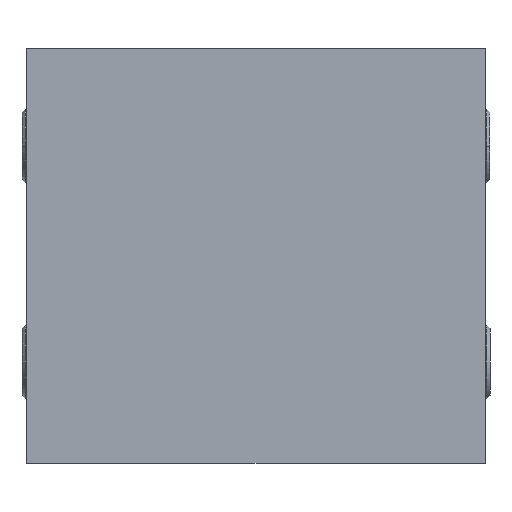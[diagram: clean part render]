
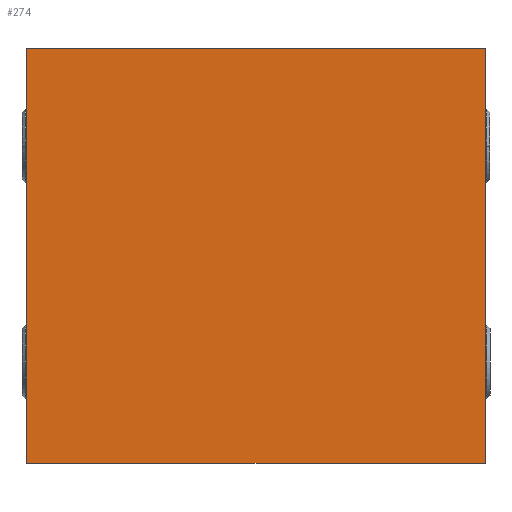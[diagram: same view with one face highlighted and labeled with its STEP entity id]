
A CAD part, left-side view. The second image highlights one B-rep face of the part: STEP entity #274.
In plain terms, the highlighted planar face has unit normal (-1, 0, 0).
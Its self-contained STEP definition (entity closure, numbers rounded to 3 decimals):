
#43 = VECTOR ( 'NONE', #158, 1000. ) ;
#47 = FACE_OUTER_BOUND ( 'NONE', #1784, .T. ) ;
#78 = LINE ( 'NONE', #103, #477 ) ;
#103 = CARTESIAN_POINT ( 'NONE',  ( 0., 18.8, 0. ) ) ;
#157 = CARTESIAN_POINT ( 'NONE',  ( 0., -18.8, 34. ) ) ;
#158 = DIRECTION ( 'NONE',  ( 0., 0., 1. ) ) ;
#165 = EDGE_CURVE ( 'NONE', #695, #828, #916, .T. ) ;
#233 = DIRECTION ( 'NONE',  ( 0., 1., 0. ) ) ;
#274 = ADVANCED_FACE ( 'NONE', ( #47 ), #1068, .T. ) ;
#378 = ORIENTED_EDGE ( 'NONE', *, *, #1191, .F. ) ;
#380 = CARTESIAN_POINT ( 'NONE',  ( 0., -18.8, 34. ) ) ;
#472 = CARTESIAN_POINT ( 'NONE',  ( 0., -18.8, 0. ) ) ;
#477 = VECTOR ( 'NONE', #1865, 1000. ) ;
#522 = CARTESIAN_POINT ( 'NONE',  ( 0., -18.8, 0. ) ) ;
#544 = VERTEX_POINT ( 'NONE', #974 ) ;
#620 = ORIENTED_EDGE ( 'NONE', *, *, #165, .T. ) ;
#661 = VECTOR ( 'NONE', #850, 1000. ) ;
#680 = VECTOR ( 'NONE', #233, 1000. ) ;
#695 = VERTEX_POINT ( 'NONE', #472 ) ;
#757 = CARTESIAN_POINT ( 'NONE',  ( 0., -18.8, 0. ) ) ;
#828 = VERTEX_POINT ( 'NONE', #157 ) ;
#850 = DIRECTION ( 'NONE',  ( 0., 1., 0. ) ) ;
#916 = LINE ( 'NONE', #757, #43 ) ;
#974 = CARTESIAN_POINT ( 'NONE',  ( 0., 18.8, 34. ) ) ;
#1068 = PLANE ( 'NONE',  #1431 ) ;
#1079 = EDGE_CURVE ( 'NONE', #1739, #544, #78, .T. ) ;
#1100 = DIRECTION ( 'NONE',  ( -1., 0., 0. ) ) ;
#1191 = EDGE_CURVE ( 'NONE', #695, #1739, #1566, .T. ) ;
#1225 = DIRECTION ( 'NONE',  ( 0., 0., 1. ) ) ;
#1392 = CARTESIAN_POINT ( 'NONE',  ( 0., 18.8, 0. ) ) ;
#1418 = LINE ( 'NONE', #380, #680 ) ;
#1431 = AXIS2_PLACEMENT_3D ( 'NONE', #1668, #1100, #1225 ) ;
#1456 = ORIENTED_EDGE ( 'NONE', *, *, #1875, .T. ) ;
#1566 = LINE ( 'NONE', #522, #661 ) ;
#1580 = ORIENTED_EDGE ( 'NONE', *, *, #1079, .F. ) ;
#1668 = CARTESIAN_POINT ( 'NONE',  ( 0., -18.8, 0. ) ) ;
#1739 = VERTEX_POINT ( 'NONE', #1392 ) ;
#1784 = EDGE_LOOP ( 'NONE', ( #1456, #1580, #378, #620 ) ) ;
#1865 = DIRECTION ( 'NONE',  ( 0., 0., 1. ) ) ;
#1875 = EDGE_CURVE ( 'NONE', #828, #544, #1418, .T. ) ;
